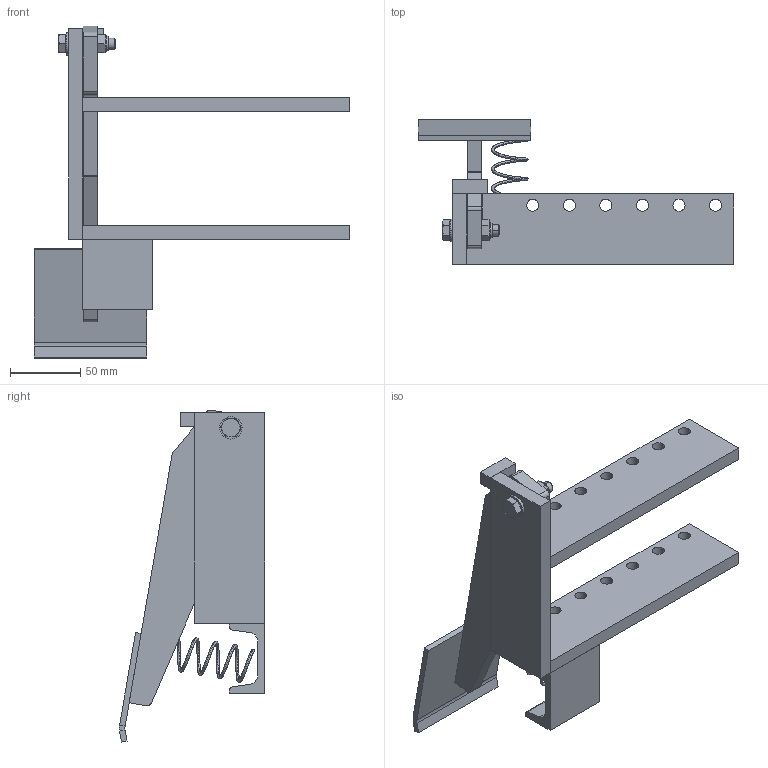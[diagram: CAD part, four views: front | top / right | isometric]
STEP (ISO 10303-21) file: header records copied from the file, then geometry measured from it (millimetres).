
FILE_DESCRIPTION (( 'STEP AP214' ), '1' );
FILE_NAME ('0037948.step', '2021-01-27T11:18:29', ( '' ), ( '' ), 'SwSTEP 2.0', 'SolidWorks 2020', '' );
FILE_SCHEMA (( 'AUTOMOTIVE_DESIGN' ));
Length unit declared in the file: millimetre
Products named in the file (1): 0037948
Bounding box: 224.5 x 103.33 x 236.09 mm (x, y, z)
Volume: 382615.1 mm3; surface area: 117505.7 mm2
Topology: 11 solids, 11 shells, 176 faces, 408 edges, 256 vertices
Faces by surface type: plane 89, cylinder 51, cone 28, torus 4, bspline 4
Entity records: 10695 total; most frequent: CARTESIAN_POINT 4539, DIRECTION 860, ORIENTED_EDGE 816, EDGE_CURVE 408, AXIS2_PLACEMENT_3D 322, VERTEX_POINT 256, VECTOR 216, LINE 216
